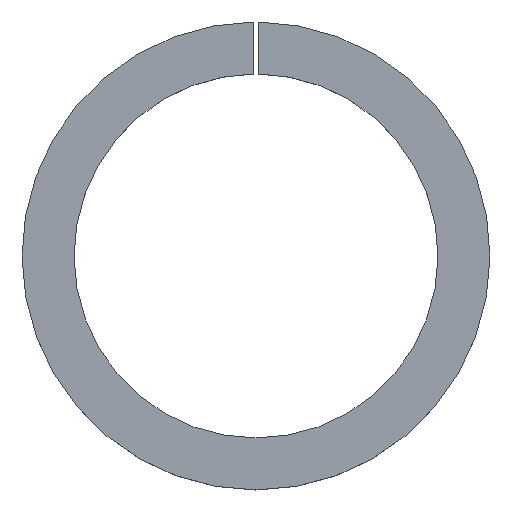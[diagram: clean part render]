
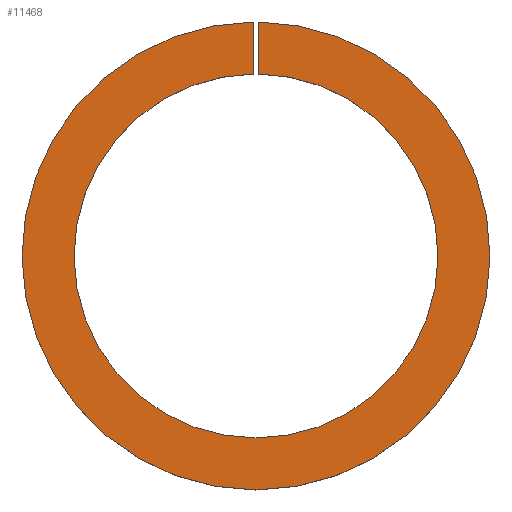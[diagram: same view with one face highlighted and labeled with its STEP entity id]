
A CAD part, top view. The second image highlights one B-rep face of the part: STEP entity #11468.
In plain terms, the highlighted planar face has unit normal (0, 0, 1).
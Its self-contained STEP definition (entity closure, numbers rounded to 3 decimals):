
#87 = EDGE_CURVE ( 'NONE', #2498, #6946, #11826, .T. ) ;
#455 = DIRECTION ( 'NONE',  ( 0., 0., -1. ) ) ;
#785 = ORIENTED_EDGE ( 'NONE', *, *, #5652, .F. ) ;
#1243 = VERTEX_POINT ( 'NONE', #4556 ) ;
#1507 = ORIENTED_EDGE ( 'NONE', *, *, #87, .T. ) ;
#1596 = LINE ( 'NONE', #9301, #4872 ) ;
#2071 = ORIENTED_EDGE ( 'NONE', *, *, #2857, .T. ) ;
#2237 = CARTESIAN_POINT ( 'NONE',  ( 0.5, 41.997, 6. ) ) ;
#2457 = CARTESIAN_POINT ( 'NONE',  ( 0., 0., 6. ) ) ;
#2498 = VERTEX_POINT ( 'NONE', #2237 ) ;
#2572 = LINE ( 'NONE', #11228, #4138 ) ;
#2600 = PLANE ( 'NONE',  #7984 ) ;
#2623 = CARTESIAN_POINT ( 'NONE',  ( 0., 0., 6. ) ) ;
#2857 = EDGE_CURVE ( 'NONE', #6946, #1243, #2572, .T. ) ;
#3584 = EDGE_LOOP ( 'NONE', ( #785, #7020, #1507, #2071 ) ) ;
#3941 = FACE_OUTER_BOUND ( 'NONE', #3584, .T. ) ;
#4138 = VECTOR ( 'NONE', #9230, 1000. ) ;
#4556 = CARTESIAN_POINT ( 'NONE',  ( -0.5, 53.998, 6. ) ) ;
#4647 = DIRECTION ( 'NONE',  ( 0., 0., -1. ) ) ;
#4872 = VECTOR ( 'NONE', #8172, 1000. ) ;
#5652 = EDGE_CURVE ( 'NONE', #11670, #1243, #6818, .T. ) ;
#5703 = DIRECTION ( 'NONE',  ( 0., 0., -1. ) ) ;
#6123 = CARTESIAN_POINT ( 'NONE',  ( 0.5, 53.998, 6. ) ) ;
#6724 = DIRECTION ( 'NONE',  ( -1., 0., 0. ) ) ;
#6818 = CIRCLE ( 'NONE', #10499, 54. ) ;
#6946 = VERTEX_POINT ( 'NONE', #9087 ) ;
#7020 = ORIENTED_EDGE ( 'NONE', *, *, #11803, .F. ) ;
#7984 = AXIS2_PLACEMENT_3D ( 'NONE', #10628, #4647, #10674 ) ;
#8172 = DIRECTION ( 'NONE',  ( 0., 1., 0. ) ) ;
#9087 = CARTESIAN_POINT ( 'NONE',  ( -0.5, 41.997, 6. ) ) ;
#9230 = DIRECTION ( 'NONE',  ( 0., 1., 0. ) ) ;
#9301 = CARTESIAN_POINT ( 'NONE',  ( 0.5, 0., 6. ) ) ;
#9421 = DIRECTION ( 'NONE',  ( -1., 0., 0. ) ) ;
#10499 = AXIS2_PLACEMENT_3D ( 'NONE', #2457, #455, #9421 ) ;
#10628 = CARTESIAN_POINT ( 'NONE',  ( 0., -42., 6. ) ) ;
#10674 = DIRECTION ( 'NONE',  ( -1., 0., 0. ) ) ;
#11228 = CARTESIAN_POINT ( 'NONE',  ( -0.5, 0., 6. ) ) ;
#11247 = AXIS2_PLACEMENT_3D ( 'NONE', #2623, #5703, #6724 ) ;
#11468 = ADVANCED_FACE ( 'NONE', ( #3941 ), #2600, .F. ) ;
#11670 = VERTEX_POINT ( 'NONE', #6123 ) ;
#11803 = EDGE_CURVE ( 'NONE', #2498, #11670, #1596, .T. ) ;
#11826 = CIRCLE ( 'NONE', #11247, 42. ) ;
